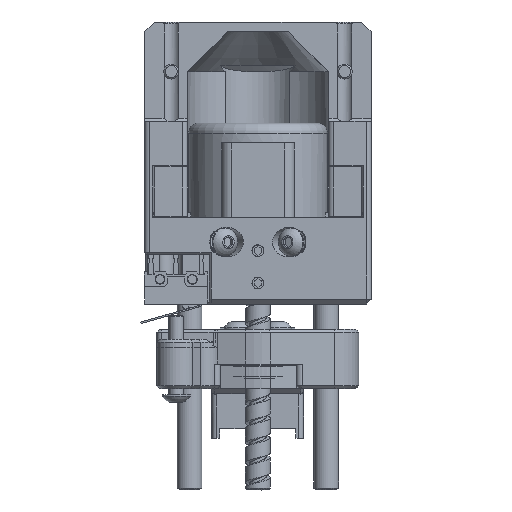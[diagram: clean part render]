
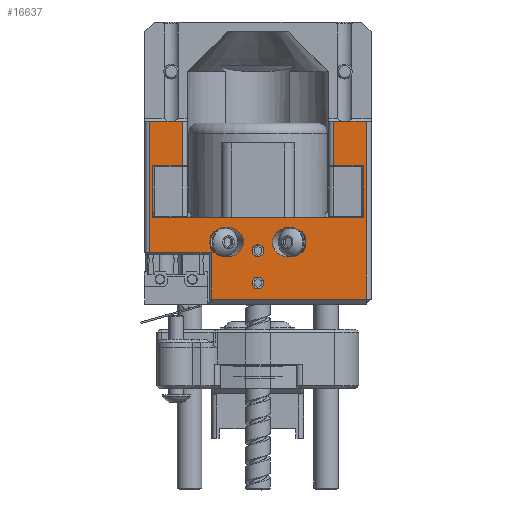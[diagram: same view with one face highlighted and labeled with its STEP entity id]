
A CAD part, front view. The second image highlights one B-rep face of the part: STEP entity #16637.
In plain terms, the highlighted face is planar.
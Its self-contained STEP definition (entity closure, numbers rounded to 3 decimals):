
#533=ELLIPSE('',#17943,3.435,3.);
#534=ELLIPSE('',#17945,3.435,3.);
#884=FACE_BOUND('',#2887,.T.);
#885=FACE_BOUND('',#2888,.T.);
#886=FACE_BOUND('',#2889,.T.);
#887=FACE_BOUND('',#2890,.T.);
#1512=PLANE('',#17944);
#1887=FACE_OUTER_BOUND('',#2886,.T.);
#2886=EDGE_LOOP('',(#11377,#11378,#11379,#11380,#11381,#11382,#11383,#11384,
#11385,#11386,#11387,#11388,#11389,#11390));
#2887=EDGE_LOOP('',(#11391,#11392));
#2888=EDGE_LOOP('',(#11393,#11394));
#2889=EDGE_LOOP('',(#11395));
#2890=EDGE_LOOP('',(#11396));
#3981=LINE('',#24365,#5130);
#3982=LINE('',#24371,#5131);
#3983=LINE('',#24373,#5132);
#3984=LINE('',#24375,#5133);
#3985=LINE('',#24377,#5134);
#3986=LINE('',#24379,#5135);
#3987=LINE('',#24381,#5136);
#3988=LINE('',#24383,#5137);
#3989=LINE('',#24385,#5138);
#3990=LINE('',#24387,#5139);
#3991=LINE('',#24389,#5140);
#3992=LINE('',#24391,#5141);
#3993=LINE('',#24393,#5142);
#3994=LINE('',#24395,#5143);
#3995=LINE('',#24396,#5144);
#3996=LINE('',#24399,#5145);
#5130=VECTOR('',#19716,1.747);
#5131=VECTOR('',#19723,9.4);
#5132=VECTOR('',#19724,31.3);
#5133=VECTOR('',#19725,35.9);
#5134=VECTOR('',#19726,6.6);
#5135=VECTOR('',#19727,9.);
#5136=VECTOR('',#19728,6.);
#5137=VECTOR('',#19729,10.4);
#5138=VECTOR('',#19730,42.5);
#5139=VECTOR('',#19731,10.4);
#5140=VECTOR('',#19732,6.);
#5141=VECTOR('',#19733,9.);
#5142=VECTOR('',#19734,6.6);
#5143=VECTOR('',#19735,26.5);
#5144=VECTOR('',#19736,12.4);
#5145=VECTOR('',#19737,1.747);
#6284=CIRCLE('',#17946,1.2);
#6285=CIRCLE('',#17947,1.2);
#7104=VERTEX_POINT('',#24362);
#7105=VERTEX_POINT('',#24363);
#7106=VERTEX_POINT('',#24369);
#7107=VERTEX_POINT('',#24370);
#7108=VERTEX_POINT('',#24372);
#7109=VERTEX_POINT('',#24374);
#7110=VERTEX_POINT('',#24376);
#7111=VERTEX_POINT('',#24378);
#7112=VERTEX_POINT('',#24380);
#7113=VERTEX_POINT('',#24382);
#7114=VERTEX_POINT('',#24384);
#7115=VERTEX_POINT('',#24386);
#7116=VERTEX_POINT('',#24388);
#7117=VERTEX_POINT('',#24390);
#7118=VERTEX_POINT('',#24392);
#7119=VERTEX_POINT('',#24394);
#7120=VERTEX_POINT('',#24397);
#7121=VERTEX_POINT('',#24398);
#7122=VERTEX_POINT('',#24401);
#7123=VERTEX_POINT('',#24403);
#8776=EDGE_CURVE('',#7104,#7105,#3981,.T.);
#8777=EDGE_CURVE('',#7105,#7104,#533,.T.);
#8778=EDGE_CURVE('',#7106,#7107,#3982,.T.);
#8779=EDGE_CURVE('',#7108,#7107,#3983,.T.);
#8780=EDGE_CURVE('',#7109,#7108,#3984,.T.);
#8781=EDGE_CURVE('',#7110,#7109,#3985,.T.);
#8782=EDGE_CURVE('',#7110,#7111,#3986,.T.);
#8783=EDGE_CURVE('',#7112,#7111,#3987,.T.);
#8784=EDGE_CURVE('',#7113,#7112,#3988,.T.);
#8785=EDGE_CURVE('',#7113,#7114,#3989,.T.);
#8786=EDGE_CURVE('',#7115,#7114,#3990,.T.);
#8787=EDGE_CURVE('',#7116,#7115,#3991,.T.);
#8788=EDGE_CURVE('',#7116,#7117,#3992,.T.);
#8789=EDGE_CURVE('',#7118,#7117,#3993,.T.);
#8790=EDGE_CURVE('',#7118,#7119,#3994,.T.);
#8791=EDGE_CURVE('',#7119,#7106,#3995,.T.);
#8792=EDGE_CURVE('',#7120,#7121,#3996,.T.);
#8793=EDGE_CURVE('',#7120,#7121,#534,.T.);
#8794=EDGE_CURVE('',#7122,#7122,#6284,.T.);
#8795=EDGE_CURVE('',#7123,#7123,#6285,.T.);
#11377=ORIENTED_EDGE('',*,*,#8778,.T.);
#11378=ORIENTED_EDGE('',*,*,#8779,.F.);
#11379=ORIENTED_EDGE('',*,*,#8780,.F.);
#11380=ORIENTED_EDGE('',*,*,#8781,.F.);
#11381=ORIENTED_EDGE('',*,*,#8782,.T.);
#11382=ORIENTED_EDGE('',*,*,#8783,.F.);
#11383=ORIENTED_EDGE('',*,*,#8784,.F.);
#11384=ORIENTED_EDGE('',*,*,#8785,.T.);
#11385=ORIENTED_EDGE('',*,*,#8786,.F.);
#11386=ORIENTED_EDGE('',*,*,#8787,.F.);
#11387=ORIENTED_EDGE('',*,*,#8788,.T.);
#11388=ORIENTED_EDGE('',*,*,#8789,.F.);
#11389=ORIENTED_EDGE('',*,*,#8790,.T.);
#11390=ORIENTED_EDGE('',*,*,#8791,.T.);
#11391=ORIENTED_EDGE('',*,*,#8776,.T.);
#11392=ORIENTED_EDGE('',*,*,#8777,.T.);
#11393=ORIENTED_EDGE('',*,*,#8792,.F.);
#11394=ORIENTED_EDGE('',*,*,#8793,.T.);
#11395=ORIENTED_EDGE('',*,*,#8794,.F.);
#11396=ORIENTED_EDGE('',*,*,#8795,.F.);
#16637=ADVANCED_FACE('',(#1887,#884,#885,#886,#887),#1512,.T.);
#17943=AXIS2_PLACEMENT_3D('',#24367,#19719,#19720);
#17944=AXIS2_PLACEMENT_3D('',#24368,#19721,#19722);
#17945=AXIS2_PLACEMENT_3D('',#24400,#19738,#19739);
#17946=AXIS2_PLACEMENT_3D('',#24402,#19740,#19741);
#17947=AXIS2_PLACEMENT_3D('',#24404,#19742,#19743);
#19716=DIRECTION('',(0.,0.,1.));
#19719=DIRECTION('center_axis',(0.,-1.,0.));
#19720=DIRECTION('ref_axis',(1.,0.,0.));
#19721=DIRECTION('center_axis',(0.,1.,0.));
#19722=DIRECTION('ref_axis',(-1.,0.,0.));
#19723=DIRECTION('',(0.,0.,-1.));
#19724=DIRECTION('',(1.,0.,0.));
#19725=DIRECTION('',(0.,0.,-1.));
#19726=DIRECTION('',(-1.,0.,0.));
#19727=DIRECTION('',(0.,0.,-1.));
#19728=DIRECTION('',(1.,0.,0.));
#19729=DIRECTION('',(0.,0.,1.));
#19730=DIRECTION('',(1.,0.,0.));
#19731=DIRECTION('',(0.,0.,-1.));
#19732=DIRECTION('',(1.,0.,0.));
#19733=DIRECTION('',(0.,0.,1.));
#19734=DIRECTION('',(-1.,0.,0.));
#19735=DIRECTION('',(0.,0.,-1.));
#19736=DIRECTION('',(-1.,0.,0.));
#19737=DIRECTION('',(0.,0.,1.));
#19738=DIRECTION('center_axis',(0.,-1.,0.));
#19739=DIRECTION('ref_axis',(-1.,0.,0.));
#19740=DIRECTION('center_axis',(0.,1.,0.));
#19741=DIRECTION('ref_axis',(-1.,0.,0.));
#19742=DIRECTION('center_axis',(0.,1.,0.));
#19743=DIRECTION('ref_axis',(-1.,0.,0.));
#24362=CARTESIAN_POINT('',(9.643,4.35,-5.874));
#24363=CARTESIAN_POINT('',(9.643,4.35,-4.126));
#24365=CARTESIAN_POINT('',(9.643,4.35,-5.874));
#24367=CARTESIAN_POINT('Origin',(6.357,4.35,-5.));
#24368=CARTESIAN_POINT('Origin',(22.85,4.35,0.));
#24369=CARTESIAN_POINT('',(9.45,4.35,-7.1));
#24370=CARTESIAN_POINT('',(9.45,4.35,-16.5));
#24371=CARTESIAN_POINT('',(9.45,4.35,-7.1));
#24372=CARTESIAN_POINT('',(-21.85,4.35,-16.5));
#24373=CARTESIAN_POINT('',(-21.85,4.35,-16.5));
#24374=CARTESIAN_POINT('',(-21.85,4.35,19.4));
#24375=CARTESIAN_POINT('',(-21.85,4.35,19.4));
#24376=CARTESIAN_POINT('',(-15.25,4.35,19.4));
#24377=CARTESIAN_POINT('',(-15.25,4.35,19.4));
#24378=CARTESIAN_POINT('',(-15.25,4.35,10.4));
#24379=CARTESIAN_POINT('',(-15.25,4.35,19.4));
#24380=CARTESIAN_POINT('',(-21.25,4.35,10.4));
#24381=CARTESIAN_POINT('',(-21.25,4.35,10.4));
#24382=CARTESIAN_POINT('',(-21.25,4.35,0.));
#24383=CARTESIAN_POINT('',(-21.25,4.35,0.));
#24384=CARTESIAN_POINT('',(21.25,4.35,0.));
#24385=CARTESIAN_POINT('',(-21.25,4.35,0.));
#24386=CARTESIAN_POINT('',(21.25,4.35,10.4));
#24387=CARTESIAN_POINT('',(21.25,4.35,10.4));
#24388=CARTESIAN_POINT('',(15.25,4.35,10.4));
#24389=CARTESIAN_POINT('',(15.25,4.35,10.4));
#24390=CARTESIAN_POINT('',(15.25,4.35,19.4));
#24391=CARTESIAN_POINT('',(15.25,4.35,10.4));
#24392=CARTESIAN_POINT('',(21.85,4.35,19.4));
#24393=CARTESIAN_POINT('',(21.85,4.35,19.4));
#24394=CARTESIAN_POINT('',(21.85,4.35,-7.1));
#24395=CARTESIAN_POINT('',(21.85,4.35,19.4));
#24396=CARTESIAN_POINT('',(21.85,4.35,-7.1));
#24397=CARTESIAN_POINT('',(-9.643,4.35,-5.874));
#24398=CARTESIAN_POINT('',(-9.643,4.35,-4.126));
#24399=CARTESIAN_POINT('',(-9.643,4.35,-5.874));
#24400=CARTESIAN_POINT('Origin',(-6.357,4.35,-5.));
#24401=CARTESIAN_POINT('',(1.2,4.35,-6.75));
#24402=CARTESIAN_POINT('Origin',(0.,4.35,-6.75));
#24403=CARTESIAN_POINT('',(1.2,4.35,-13.25));
#24404=CARTESIAN_POINT('Origin',(0.,4.35,-13.25));
